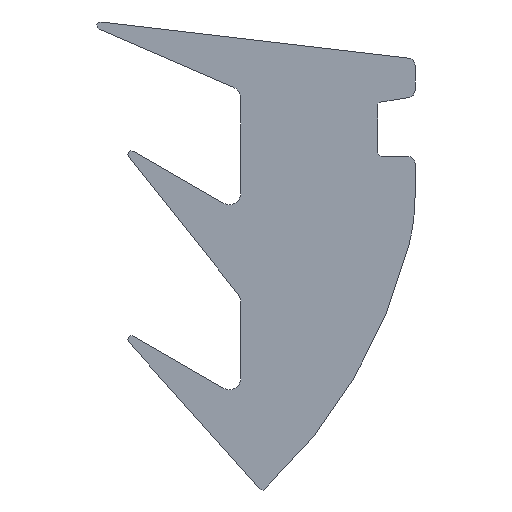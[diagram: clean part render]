
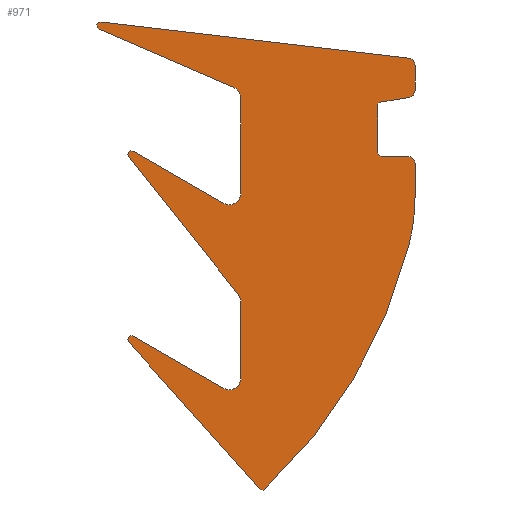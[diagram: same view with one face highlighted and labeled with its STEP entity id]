
A CAD part, left-side view. The second image highlights one B-rep face of the part: STEP entity #971.
In plain terms, the highlighted planar face has unit normal (-1, 0, 0).
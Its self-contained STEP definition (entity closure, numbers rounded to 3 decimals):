
#7=CARTESIAN_POINT('',(0.0,-0.143,-0.006));
#8=VERTEX_POINT('',#7);
#9=CARTESIAN_POINT('',(0.0,-3.967,6.477));
#10=VERTEX_POINT('',#9);
#11=CARTESIAN_POINT('',(0.0,9.019,9.767));
#12=DIRECTION('',(-1.0,0.0,0.0));
#13=DIRECTION('',(0.0,-1.0,0.));
#14=AXIS2_PLACEMENT_3D('',#11,#12,#13);
#15=CIRCLE('',#14,13.397);
#16=EDGE_CURVE('',#8,#10,#15,.T.);
#49=CARTESIAN_POINT('',(0.0,-4.125,7.739));
#50=VERTEX_POINT('',#49);
#51=CARTESIAN_POINT('',(0.0,1.012,7.739));
#52=DIRECTION('',(-1.0,0.0,0.0));
#53=DIRECTION('',(0.0,1.0,0.));
#54=AXIS2_PLACEMENT_3D('',#51,#52,#53);
#55=CIRCLE('',#54,5.137);
#56=EDGE_CURVE('',#10,#50,#55,.T.);
#82=CARTESIAN_POINT('',(0.0,-4.125,8.615));
#83=VERTEX_POINT('',#82);
#84=CARTESIAN_POINT('',(0.0,-4.125,7.739));
#85=DIRECTION('',(0.0,0.0,1.0));
#86=VECTOR('',#85,0.876);
#87=LINE('',#84,#86);
#88=EDGE_CURVE('',#50,#83,#87,.T.);
#113=CARTESIAN_POINT('',(0.0,-3.925,8.815));
#114=VERTEX_POINT('',#113);
#115=CARTESIAN_POINT('',(0.0,-3.925,8.615));
#116=DIRECTION('',(-1.0,0.0,0.0));
#117=DIRECTION('',(0.0,1.0,0.));
#118=AXIS2_PLACEMENT_3D('',#115,#116,#117);
#119=CIRCLE('',#118,0.2);
#120=EDGE_CURVE('',#83,#114,#119,.T.);
#146=CARTESIAN_POINT('',(0.0,-3.231,8.815));
#147=VERTEX_POINT('',#146);
#148=CARTESIAN_POINT('',(0.0,-3.925,8.815));
#149=DIRECTION('',(0.0,1.0,0.0));
#150=VECTOR('',#149,0.694);
#151=LINE('',#148,#150);
#152=EDGE_CURVE('',#114,#147,#151,.T.);
#177=CARTESIAN_POINT('',(0.0,-3.131,8.915));
#178=VERTEX_POINT('',#177);
#179=CARTESIAN_POINT('',(0.0,-3.231,8.915));
#180=DIRECTION('',(1.0,0.0,0.0));
#181=DIRECTION('',(0.0,-1.0,0.));
#182=AXIS2_PLACEMENT_3D('',#179,#180,#181);
#183=CIRCLE('',#182,0.1);
#184=EDGE_CURVE('',#147,#178,#183,.T.);
#210=CARTESIAN_POINT('',(0.0,-3.131,10.15));
#211=VERTEX_POINT('',#210);
#212=CARTESIAN_POINT('',(0.0,-3.131,8.915));
#213=DIRECTION('',(0.0,0.0,1.0));
#214=VECTOR('',#213,1.235);
#215=LINE('',#212,#214);
#216=EDGE_CURVE('',#178,#211,#215,.T.);
#241=CARTESIAN_POINT('',(0.0,-3.215,10.249));
#242=VERTEX_POINT('',#241);
#243=CARTESIAN_POINT('',(0.0,-3.231,10.15));
#244=DIRECTION('',(1.0,0.0,0.0));
#245=DIRECTION('',(0.0,-1.0,0.));
#246=AXIS2_PLACEMENT_3D('',#243,#244,#245);
#247=CIRCLE('',#246,0.1);
#248=EDGE_CURVE('',#211,#242,#247,.T.);
#274=CARTESIAN_POINT('',(0.0,-3.956,10.367));
#275=VERTEX_POINT('',#274);
#276=CARTESIAN_POINT('',(0.0,-3.215,10.249));
#277=DIRECTION('',(0.0,-0.988,0.157));
#278=VECTOR('',#277,0.75);
#279=LINE('',#276,#278);
#280=EDGE_CURVE('',#242,#275,#279,.T.);
#305=CARTESIAN_POINT('',(0.0,-4.125,10.564));
#306=VERTEX_POINT('',#305);
#307=CARTESIAN_POINT('',(0.0,-3.925,10.564));
#308=DIRECTION('',(-1.0,0.0,0.0));
#309=DIRECTION('',(0.0,1.0,0.));
#310=AXIS2_PLACEMENT_3D('',#307,#308,#309);
#311=CIRCLE('',#310,0.2);
#312=EDGE_CURVE('',#275,#306,#311,.T.);
#338=CARTESIAN_POINT('',(0.0,-4.125,11.216));
#339=VERTEX_POINT('',#338);
#340=CARTESIAN_POINT('',(0.0,-4.125,10.564));
#341=DIRECTION('',(0.0,0.0,1.0));
#342=VECTOR('',#341,0.651);
#343=LINE('',#340,#342);
#344=EDGE_CURVE('',#306,#339,#343,.T.);
#369=CARTESIAN_POINT('',(0.0,-3.948,11.414));
#370=VERTEX_POINT('',#369);
#371=CARTESIAN_POINT('',(0.0,-3.925,11.216));
#372=DIRECTION('',(-1.0,0.0,0.0));
#373=DIRECTION('',(0.0,-1.0,0.));
#374=AXIS2_PLACEMENT_3D('',#371,#372,#373);
#375=CIRCLE('',#374,0.2);
#376=EDGE_CURVE('',#339,#370,#375,.T.);
#402=CARTESIAN_POINT('',(0.0,4.197,12.372));
#403=VERTEX_POINT('',#402);
#404=CARTESIAN_POINT('',(0.0,-3.948,11.414));
#405=DIRECTION('',(0.0,0.993,0.117));
#406=VECTOR('',#405,8.201);
#407=LINE('',#404,#406);
#408=EDGE_CURVE('',#370,#403,#407,.T.);
#433=CARTESIAN_POINT('',(0.0,4.248,12.181));
#434=VERTEX_POINT('',#433);
#435=CARTESIAN_POINT('',(0.0,4.209,12.272));
#436=DIRECTION('',(-1.0,0.0,0.0));
#437=DIRECTION('',(0.0,-1.0,0.));
#438=AXIS2_PLACEMENT_3D('',#435,#436,#437);
#439=CIRCLE('',#438,0.1);
#440=EDGE_CURVE('',#403,#434,#439,.T.);
#466=CARTESIAN_POINT('',(0.0,0.678,10.639));
#467=VERTEX_POINT('',#466);
#468=CARTESIAN_POINT('',(0.0,4.248,12.181));
#469=DIRECTION('',(0.0,-0.918,-0.396));
#470=VECTOR('',#469,3.889);
#471=LINE('',#468,#470);
#472=EDGE_CURVE('',#434,#467,#471,.T.);
#497=CARTESIAN_POINT('',(0.0,0.497,10.363));
#498=VERTEX_POINT('',#497);
#499=CARTESIAN_POINT('',(0.0,0.797,10.363));
#500=DIRECTION('',(1.0,0.0,0.0));
#501=DIRECTION('',(0.0,1.0,0.));
#502=AXIS2_PLACEMENT_3D('',#499,#500,#501);
#503=CIRCLE('',#502,0.3);
#504=EDGE_CURVE('',#467,#498,#503,.T.);
#530=CARTESIAN_POINT('',(0.0,0.497,7.824));
#531=VERTEX_POINT('',#530);
#532=CARTESIAN_POINT('',(0.0,0.497,10.363));
#533=DIRECTION('',(0.0,0.0,-1.0));
#534=VECTOR('',#533,2.539);
#535=LINE('',#532,#534);
#536=EDGE_CURVE('',#498,#531,#535,.T.);
#561=CARTESIAN_POINT('',(0.0,0.947,7.564));
#562=VERTEX_POINT('',#561);
#563=CARTESIAN_POINT('',(0.0,0.797,7.824));
#564=DIRECTION('',(1.0,0.0,0.0));
#565=DIRECTION('',(0.0,1.0,0.));
#566=AXIS2_PLACEMENT_3D('',#563,#564,#565);
#567=CIRCLE('',#566,0.3);
#568=EDGE_CURVE('',#531,#562,#567,.T.);
#594=CARTESIAN_POINT('',(0.0,3.342,8.947));
#595=VERTEX_POINT('',#594);
#596=CARTESIAN_POINT('',(0.0,0.947,7.564));
#597=DIRECTION('',(0.0,0.866,0.5));
#598=VECTOR('',#597,2.765);
#599=LINE('',#596,#598);
#600=EDGE_CURVE('',#562,#595,#599,.T.);
#625=CARTESIAN_POINT('',(0.0,3.47,8.798));
#626=VERTEX_POINT('',#625);
#627=CARTESIAN_POINT('',(0.0,3.392,8.86));
#628=DIRECTION('',(-1.0,0.0,0.0));
#629=DIRECTION('',(0.0,-1.0,0.));
#630=AXIS2_PLACEMENT_3D('',#627,#628,#629);
#631=CIRCLE('',#630,0.1);
#632=EDGE_CURVE('',#595,#626,#631,.T.);
#658=CARTESIAN_POINT('',(0.0,0.563,5.162));
#659=VERTEX_POINT('',#658);
#660=CARTESIAN_POINT('',(0.0,3.47,8.798));
#661=DIRECTION('',(0.0,-0.625,-0.781));
#662=VECTOR('',#661,4.655);
#663=LINE('',#660,#662);
#664=EDGE_CURVE('',#626,#659,#663,.T.);
#689=CARTESIAN_POINT('',(0.0,0.497,4.975));
#690=VERTEX_POINT('',#689);
#691=CARTESIAN_POINT('',(0.0,0.797,4.975));
#692=DIRECTION('',(1.0,0.0,0.0));
#693=DIRECTION('',(0.0,1.0,0.));
#694=AXIS2_PLACEMENT_3D('',#691,#692,#693);
#695=CIRCLE('',#694,0.3);
#696=EDGE_CURVE('',#659,#690,#695,.T.);
#722=CARTESIAN_POINT('',(0.0,0.497,2.922));
#723=VERTEX_POINT('',#722);
#724=CARTESIAN_POINT('',(0.0,0.497,4.975));
#725=DIRECTION('',(0.0,0.0,-1.0));
#726=VECTOR('',#725,2.053);
#727=LINE('',#724,#726);
#728=EDGE_CURVE('',#690,#723,#727,.T.);
#753=CARTESIAN_POINT('',(0.0,0.947,2.662));
#754=VERTEX_POINT('',#753);
#755=CARTESIAN_POINT('',(0.0,0.797,2.922));
#756=DIRECTION('',(1.0,0.0,0.0));
#757=DIRECTION('',(0.0,1.0,0.));
#758=AXIS2_PLACEMENT_3D('',#755,#756,#757);
#759=CIRCLE('',#758,0.3);
#760=EDGE_CURVE('',#723,#754,#759,.T.);
#786=CARTESIAN_POINT('',(0.0,3.342,4.044));
#787=VERTEX_POINT('',#786);
#788=CARTESIAN_POINT('',(0.0,0.947,2.662));
#789=DIRECTION('',(0.0,0.866,0.5));
#790=VECTOR('',#789,2.765);
#791=LINE('',#788,#790);
#792=EDGE_CURVE('',#754,#787,#791,.T.);
#817=CARTESIAN_POINT('',(0.0,3.47,3.895));
#818=VERTEX_POINT('',#817);
#819=CARTESIAN_POINT('',(0.0,3.392,3.958));
#820=DIRECTION('',(-1.0,0.0,0.0));
#821=DIRECTION('',(0.0,-1.0,0.));
#822=AXIS2_PLACEMENT_3D('',#819,#820,#821);
#823=CIRCLE('',#822,0.1);
#824=EDGE_CURVE('',#787,#818,#823,.T.);
#850=CARTESIAN_POINT('',(0.0,0.,0.));
#851=VERTEX_POINT('',#850);
#852=CARTESIAN_POINT('',(0.0,3.47,3.895));
#853=DIRECTION('',(0.0,-0.665,-0.747));
#854=VECTOR('',#853,5.217);
#855=LINE('',#852,#854);
#856=EDGE_CURVE('',#818,#851,#855,.T.);
#881=CARTESIAN_POINT('',(0.0,-0.075,0.067));
#882=DIRECTION('',(-1.0,0.0,0.0));
#883=DIRECTION('',(0.0,-1.0,0.));
#884=AXIS2_PLACEMENT_3D('',#881,#882,#883);
#885=CIRCLE('',#884,0.1);
#886=EDGE_CURVE('',#851,#8,#885,.T.);
#936=CARTESIAN_POINT('',(0.0,4.73,-0.654));
#937=DIRECTION('',(-1.0,0.0,0.0));
#938=DIRECTION('',(0.0,-1.0,0.0));
#939=AXIS2_PLACEMENT_3D('',#936,#937,#938);
#940=PLANE('',#939);
#941=ORIENTED_EDGE('',*,*,#16,.T.);
#942=ORIENTED_EDGE('',*,*,#56,.T.);
#943=ORIENTED_EDGE('',*,*,#88,.T.);
#944=ORIENTED_EDGE('',*,*,#120,.T.);
#945=ORIENTED_EDGE('',*,*,#152,.T.);
#946=ORIENTED_EDGE('',*,*,#184,.T.);
#947=ORIENTED_EDGE('',*,*,#216,.T.);
#948=ORIENTED_EDGE('',*,*,#248,.T.);
#949=ORIENTED_EDGE('',*,*,#280,.T.);
#950=ORIENTED_EDGE('',*,*,#312,.T.);
#951=ORIENTED_EDGE('',*,*,#344,.T.);
#952=ORIENTED_EDGE('',*,*,#376,.T.);
#953=ORIENTED_EDGE('',*,*,#408,.T.);
#954=ORIENTED_EDGE('',*,*,#440,.T.);
#955=ORIENTED_EDGE('',*,*,#472,.T.);
#956=ORIENTED_EDGE('',*,*,#504,.T.);
#957=ORIENTED_EDGE('',*,*,#536,.T.);
#958=ORIENTED_EDGE('',*,*,#568,.T.);
#959=ORIENTED_EDGE('',*,*,#600,.T.);
#960=ORIENTED_EDGE('',*,*,#632,.T.);
#961=ORIENTED_EDGE('',*,*,#664,.T.);
#962=ORIENTED_EDGE('',*,*,#696,.T.);
#963=ORIENTED_EDGE('',*,*,#728,.T.);
#964=ORIENTED_EDGE('',*,*,#760,.T.);
#965=ORIENTED_EDGE('',*,*,#792,.T.);
#966=ORIENTED_EDGE('',*,*,#824,.T.);
#967=ORIENTED_EDGE('',*,*,#856,.T.);
#968=ORIENTED_EDGE('',*,*,#886,.T.);
#969=EDGE_LOOP('',(#941,#942,#943,#944,#945,#946,#947,#948,#949,#950,#951,#952,#953,#954,#955,#956,#957,#958,#959,#960,#961,#962,#963,#964,#965,#966,#967,#968));
#970=FACE_OUTER_BOUND('',#969,.T.);
#971=ADVANCED_FACE('',(#970),#940,.T.);
